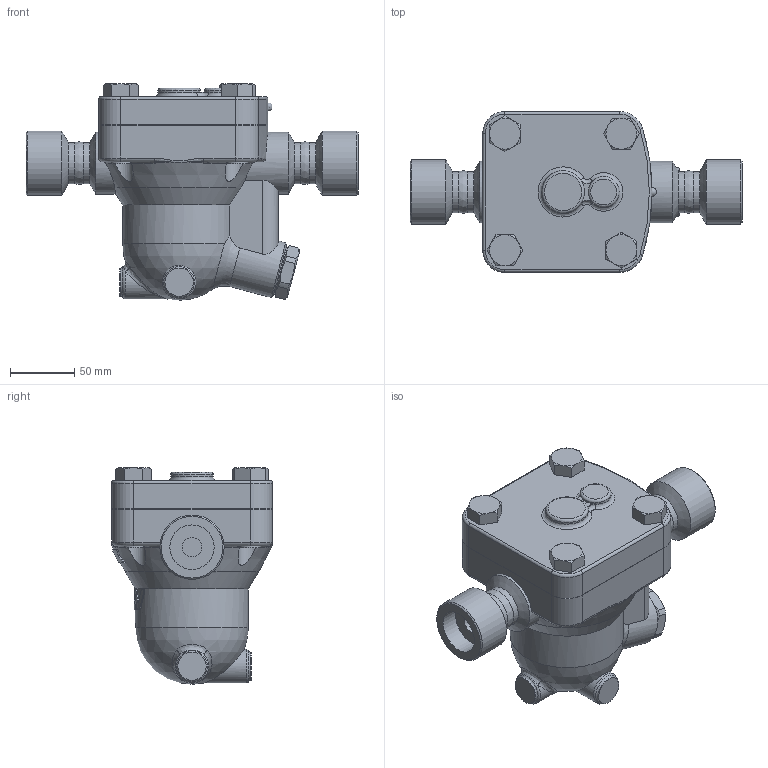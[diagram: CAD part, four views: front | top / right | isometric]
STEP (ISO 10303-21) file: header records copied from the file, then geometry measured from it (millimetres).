
FILE_DESCRIPTION((''),'2;1');
FILE_NAME('j5rhb-025-sw000-00.stp','2011-01-19T11:28:12',('nakaot'),(''),'Autodesk Inventor 2008','Autodesk Inventor 2008','');
FILE_SCHEMA(('AUTOMOTIVE_DESIGN { 1 0 10303 214 1 1 1 1 }'));
Length unit declared in the file: millimetre
Products named in the file (1): j5rhb-025-sw000-00
Bounding box: 258 x 125 x 168.2 mm (x, y, z)
Volume: 1802291.3 mm3; surface area: 146849.9 mm2
Topology: 1 solids, 1 shells, 266 faces, 650 edges, 404 vertices
Faces by surface type: plane 91, cylinder 63, bspline 60, cone 35, torus 15, sphere 2
Full cylindrical faces by diameter (mm): 15 x1, 16 x8, 22 x2, 24 x1, 26 x1, 32 x3, 33 x1, 34.5 x1, 38 x1, 44 x1, 48 x2, 50 x1, 80 x1
Entity records: 15928 total; most frequent: CARTESIAN_POINT 10407, ORIENTED_EDGE 1158, DIRECTION 1052, EDGE_CURVE 579, AXIS2_PLACEMENT_3D 447, VERTEX_POINT 389, EDGE_LOOP 348, FACE_OUTER_BOUND 266
